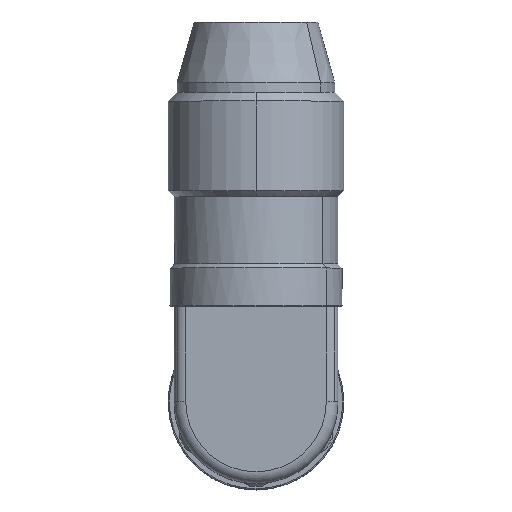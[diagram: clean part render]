
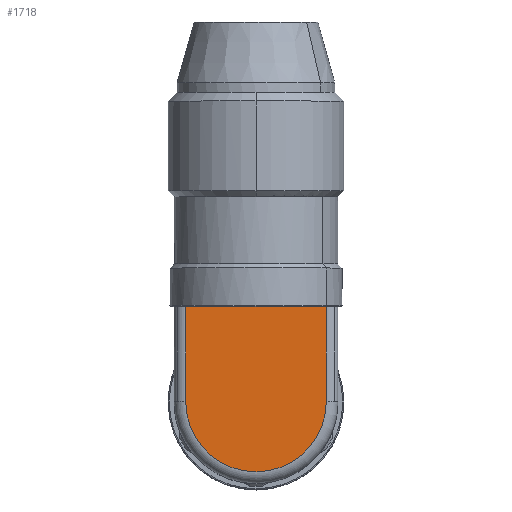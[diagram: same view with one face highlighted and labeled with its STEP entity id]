
A CAD part, top view. The second image highlights one B-rep face of the part: STEP entity #1718.
In plain terms, the highlighted planar face has unit normal (0, 0, 1).
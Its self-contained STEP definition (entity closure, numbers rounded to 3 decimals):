
#1651=AXIS2_PLACEMENT_3D('Circle Axis2P3D',#1649,#1650,$) ;
#1703=AXIS2_PLACEMENT_3D('Plane Axis2P3D',#1700,#1701,#1702) ;
#107=CARTESIAN_POINT('Line Origine',(11.452,15.6,36.4)) ;
#111=CARTESIAN_POINT('Vertex',(9.395,15.6,36.4)) ;
#113=CARTESIAN_POINT('Vertex',(13.508,15.6,36.4)) ;
#261=CARTESIAN_POINT('Vertex',(1.508,15.6,36.4)) ;
#264=CARTESIAN_POINT('Line Origine',(3.564,15.6,36.4)) ;
#268=CARTESIAN_POINT('Vertex',(5.621,15.6,36.4)) ;
#1587=CARTESIAN_POINT('Line Origine',(13.508,12.418,36.4)) ;
#1591=CARTESIAN_POINT('Vertex',(13.508,7.5,36.4)) ;
#1639=CARTESIAN_POINT('Vertex',(1.508,7.5,36.4)) ;
#1649=CARTESIAN_POINT('Axis2P3D Location',(7.508,7.5,36.4)) ;
#1674=CARTESIAN_POINT('Line Origine',(1.508,8.368,36.4)) ;
#1700=CARTESIAN_POINT('Axis2P3D Location',(7.508,9.237,36.4)) ;
#1705=CARTESIAN_POINT('Line Origine',(7.508,15.6,36.4)) ;
#108=DIRECTION('Vector Direction',(1.,0.,0.)) ;
#265=DIRECTION('Vector Direction',(1.,0.,0.)) ;
#1588=DIRECTION('Vector Direction',(0.,-1.,0.)) ;
#1650=DIRECTION('Axis2P3D Direction',(0.,0.,-1.)) ;
#1675=DIRECTION('Vector Direction',(0.,1.,0.)) ;
#1701=DIRECTION('Axis2P3D Direction',(0.,0.,1.)) ;
#1702=DIRECTION('Axis2P3D XDirection',(-1.,0.,0.)) ;
#1706=DIRECTION('Vector Direction',(1.,0.,0.)) ;
#109=VECTOR('Line Direction',#108,1.) ;
#266=VECTOR('Line Direction',#265,1.) ;
#1589=VECTOR('Line Direction',#1588,1.) ;
#1676=VECTOR('Line Direction',#1675,1.) ;
#1707=VECTOR('Line Direction',#1706,1.) ;
#1711=ORIENTED_EDGE('',*,*,#1678,.F.) ;
#1712=ORIENTED_EDGE('',*,*,#1653,.F.) ;
#1713=ORIENTED_EDGE('',*,*,#1593,.F.) ;
#1714=ORIENTED_EDGE('',*,*,#115,.F.) ;
#1715=ORIENTED_EDGE('',*,*,#1709,.F.) ;
#1716=ORIENTED_EDGE('',*,*,#270,.F.) ;
#1718=ADVANCED_FACE('Hauptk\X2\00F6\X0\rper',(#1717),#1704,.T.) ;
#1652=CIRCLE('generated circle',#1651,6.) ;
#115=EDGE_CURVE('',#112,#114,#110,.T.) ;
#270=EDGE_CURVE('',#262,#269,#267,.T.) ;
#1593=EDGE_CURVE('',#114,#1592,#1590,.T.) ;
#1653=EDGE_CURVE('',#1592,#1640,#1652,.T.) ;
#1678=EDGE_CURVE('',#1640,#262,#1677,.T.) ;
#1709=EDGE_CURVE('',#269,#112,#1708,.T.) ;
#1710=EDGE_LOOP('',(#1711,#1712,#1713,#1714,#1715,#1716)) ;
#1717=FACE_OUTER_BOUND('',#1710,.T.) ;
#110=LINE('Line',#107,#109) ;
#267=LINE('Line',#264,#266) ;
#1590=LINE('Line',#1587,#1589) ;
#1677=LINE('Line',#1674,#1676) ;
#1708=LINE('Line',#1705,#1707) ;
#1704=PLANE('',#1703) ;
#112=VERTEX_POINT('',#111) ;
#114=VERTEX_POINT('',#113) ;
#262=VERTEX_POINT('',#261) ;
#269=VERTEX_POINT('',#268) ;
#1592=VERTEX_POINT('',#1591) ;
#1640=VERTEX_POINT('',#1639) ;
